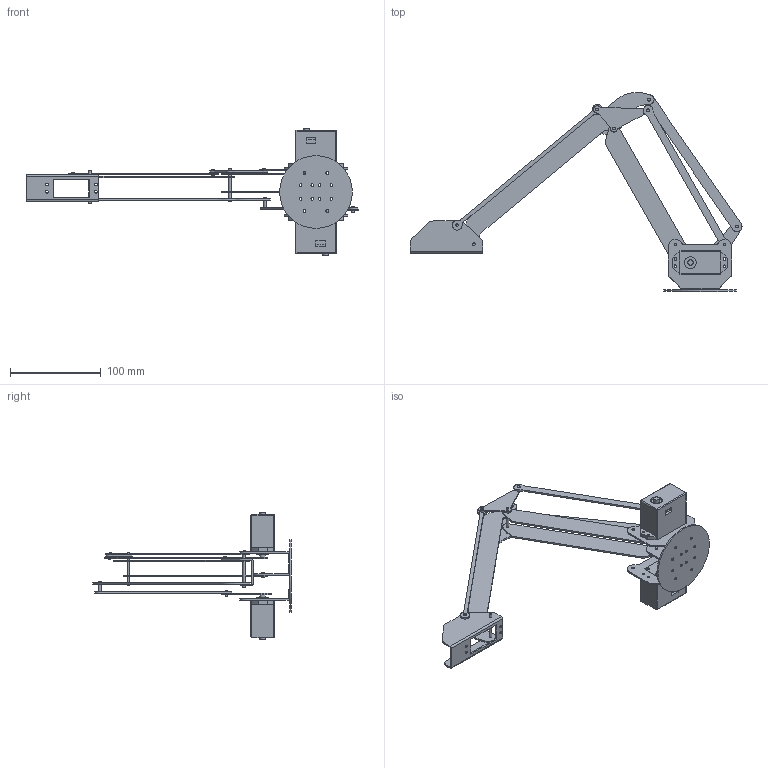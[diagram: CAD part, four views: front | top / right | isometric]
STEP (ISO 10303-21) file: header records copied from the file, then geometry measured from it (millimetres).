
FILE_DESCRIPTION(/* description */ (''),/* implementation_level */ '2;1');
FILE_NAME(/* name */ 'Assembly1.stp',/* time_stamp */ '2025-06-16T15:05:16+05:30',/* author */ ('Verchasv'),/* organization */ (''),/* preprocessor_version */ 'ST-DEVELOPER v20',/* originating_system */ 'Autodesk Inventor 2025',/* authorisation */ '');
FILE_SCHEMA (('AUTOMOTIVE_DESIGN { 1 0 10303 214 3 1 1 }'));
Length unit declared in the file: millimetre
Products named in the file (19): Assembly; base plate; servo_holder; servo mount; Servo SC15; A2P1; A2P3; A1P1; A1P2; A1P3; A3P1; A3P2; A3P3; A2P4; gripper servo mount; A2P2; screw2; screw; screw3
Assembly tree (27 placements, depth 2):
  Assembly
    base plate
    servo_holder  x2
    servo mount  x2
    Servo SC15  x2
    A2P1
    A2P3
    A1P1
    A1P2
    A1P3
    A3P1
    A3P2
    A3P3
    A2P4
    gripper servo mount
    A2P2
    screw  x6
    screw2  x2
    screw3
Bounding box: 365.51 x 219.08 x 140.62 mm (x, y, z)
Volume: 168769.5 mm3; surface area: 130020.7 mm2
Topology: 27 solids, 27 shells, 474 faces, 1172 edges, 770 vertices
Faces by surface type: plane 254, cylinder 216, sphere 4
Full cylindrical faces by diameter (mm): 2 x8, 3 x77, 6 x6, 13 x6, 80 x1
Entity records: 10767 total; most frequent: DIRECTION 1857, CARTESIAN_POINT 1707, ORIENTED_EDGE 1614, EDGE_CURVE 807, AXIS2_PLACEMENT_3D 682, VERTEX_POINT 532, LINE 493, VECTOR 493
